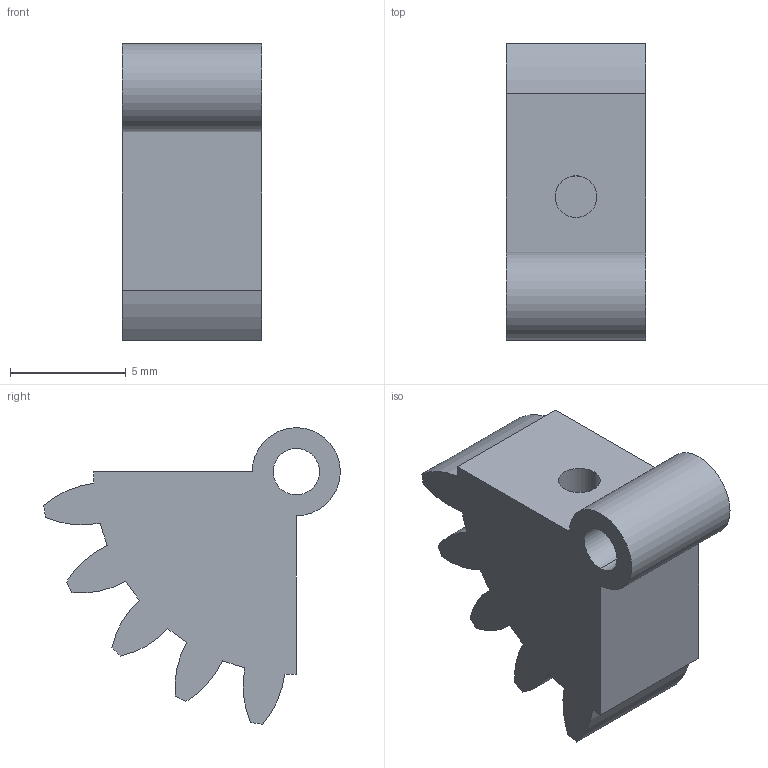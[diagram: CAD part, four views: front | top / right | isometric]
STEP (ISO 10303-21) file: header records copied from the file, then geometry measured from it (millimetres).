
FILE_DESCRIPTION (( 'STEP AP214' ), '1' );
FILE_NAME ('Gear.STEP', '2025-04-05T20:00:52', ( '' ), ( '' ), 'SwSTEP 2.0', 'SolidWorks 2020', '' );
FILE_SCHEMA (( 'AUTOMOTIVE_DESIGN' ));
Length unit declared in the file: millimetre
Products named in the file (2): spur gear_am_Metric - Spur gear 1M 20T 20PA 6FW ---S20N75H50L2N; Gear
Assembly tree (1 placements, depth 2):
  Gear
    spur gear_am_Metric - Spur gear 1M 20T 20PA 6FW ---S20N75H50L2N
Bounding box: 6 x 12.8 x 12.8 mm (x, y, z)
Volume: 473.6 mm3; surface area: 554 mm2
Topology: 1 solids, 1 shells, 31 faces, 84 edges, 56 vertices
Faces by surface type: cylinder 26, plane 5
Entity records: 1080 total; most frequent: DIRECTION 206, CARTESIAN_POINT 175, ORIENTED_EDGE 168, AXIS2_PLACEMENT_3D 87, EDGE_CURVE 84, VERTEX_POINT 56, CIRCLE 52, EDGE_LOOP 34
